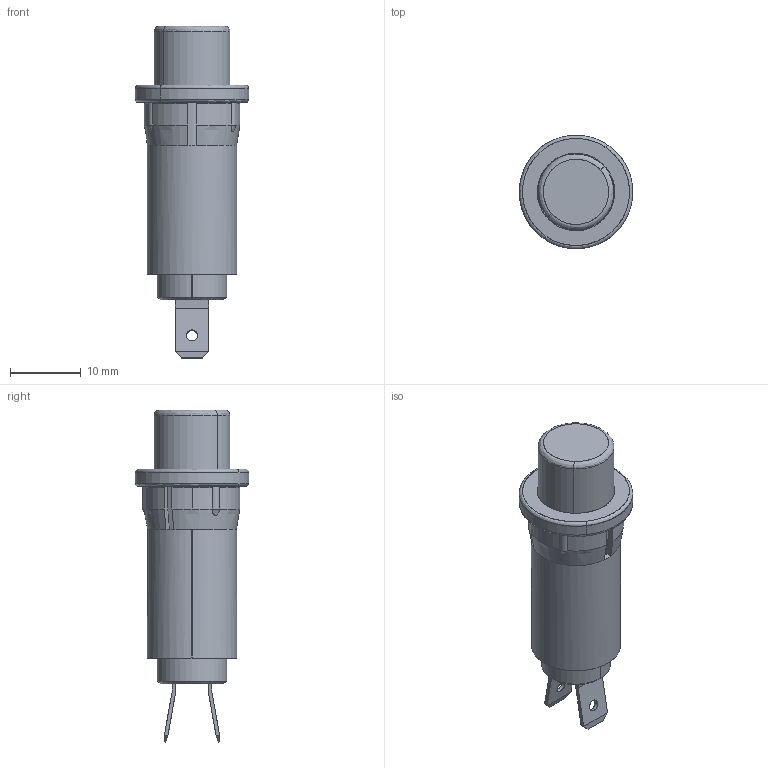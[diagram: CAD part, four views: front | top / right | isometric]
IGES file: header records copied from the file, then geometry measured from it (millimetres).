
Start section: SolidWorks IGES file using analytic representation for surfaces
Global section: file name: 32R-25T.IGS; native system: SolidWorks 2018; preprocessor: SolidWorks 2018; author: chwang; date: 190514.142353; units: foot
Bounding box: 16 x 15.98 x 46.8 mm (x, y, z)
Surface area: 4800.7 mm2 (no closed solid volume)
Topology: 0 solids, 0 shells, 354 faces, 4485 edges, 4451 vertices
Faces by surface type: revolution 218, bspline 136
